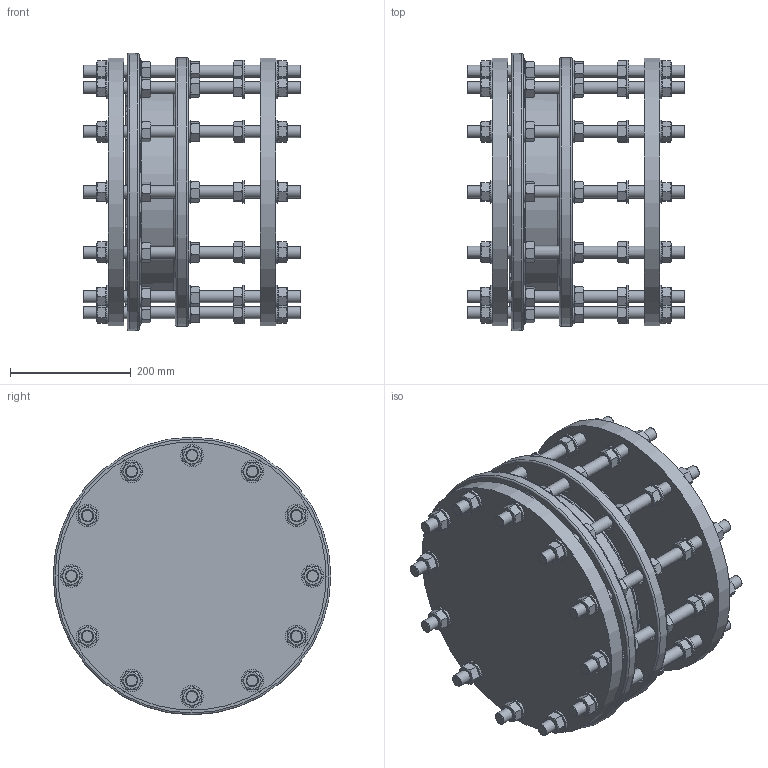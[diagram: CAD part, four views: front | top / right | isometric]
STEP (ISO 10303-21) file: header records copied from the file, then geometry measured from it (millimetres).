
FILE_DESCRIPTION(/* description */ ('PAS-20-CAST-DN300-PN10'),/* implementation_level */ '2;1');
FILE_NAME(/* name */ 'PAS-20-CAST-DN300-PN10.stp',/* time_stamp */ '2017-11-15T17:22:15+01:00',/* author */ ('HP-620 op ssd'),/* organization */ (''),/* preprocessor_version */ 'ST-DEVELOPER v16.5',/* originating_system */ 'Autodesk Inventor 2017',/* authorisation */ '');
FILE_SCHEMA (('AUTOMOTIVE_DESIGN { 1 0 10303 214 3 1 1 }'));
Products named in the file (8): PAS-20-CAST-DN300-PN10; 13000550; 13005x10; FM-ID-330-S235JR; ISO 7005-1 Blank Flange Type 05 Flat Face - ISO PN 10 DN300; DACCAD-W-0004; DACCAD-Nut-0004; 13000316
Assembly tree (137 placements, depth 2):
  PAS-20-CAST-DN300-PN10
    13000550
    13005x10
    FM-ID-330-S235JR
    ISO 7005-1 Blank Flange Type 05 Flat Face - ISO PN 10 DN300  x2
    DACCAD-Nut-0004  x60
    DACCAD-W-0004  x60
    13000316  x12
Bounding box: 360 x 460 x 460 mm (x, y, z)
Volume: 13468478.6 mm3; surface area: 1944737.8 mm2
Topology: 137 solids, 137 shells, 2462 faces, 6000 edges, 3888 vertices
Faces by surface type: plane 1203, bspline 542, cone 331, cylinder 282, torus 104
Full cylindrical faces by diameter (mm): 17.294 x60, 20 x12, 21 x60, 22 x24, 24 x12, 37 x60, 300 x1, 323.9 x1, 353 x1, 445 x3
Entity records: 51165 total; most frequent: CARTESIAN_POINT 17965, ORIENTED_EDGE 7302, DIRECTION 4869, EDGE_CURVE 3651, VERTEX_POINT 2448, LINE 2033, VECTOR 2033, EDGE_LOOP 1655
